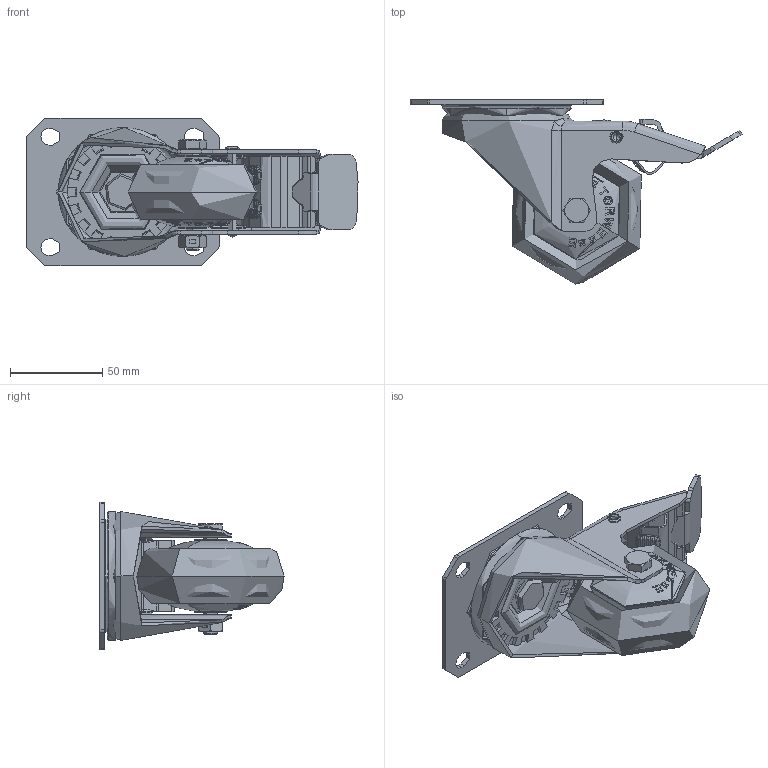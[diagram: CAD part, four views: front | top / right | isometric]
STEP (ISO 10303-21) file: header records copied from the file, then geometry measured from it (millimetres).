
FILE_DESCRIPTION (( 'STEP AP214' ), '1' );
FILE_NAME ('0055733.step', '2023-12-06T10:23:13', ( '' ), ( '' ), 'SwSTEP 2.0', 'SolidWorks 2020', '' );
FILE_SCHEMA (( 'AUTOMOTIVE_DESIGN' ));
Length unit declared in the file: millimetre
Products named in the file (1): 0055733
Bounding box: 180.21 x 99.99 x 80 mm (x, y, z)
Volume: 202848 mm3; surface area: 131387.3 mm2
Topology: 14 solids, 14 shells, 1598 faces, 4099 edges, 2560 vertices
Faces by surface type: bspline 490, plane 415, cylinder 384, torus 209, cone 96, sphere 4
Entity records: 89858 total; most frequent: CARTESIAN_POINT 36732, ORIENTED_EDGE 8162, DIRECTION 6300, EDGE_CURVE 4081, VERTEX_POINT 2560, AXIS2_PLACEMENT_3D 2486, EDGE_LOOP 1695, UNCERTAINTY_MEASURE_WITH_UNIT 1614
